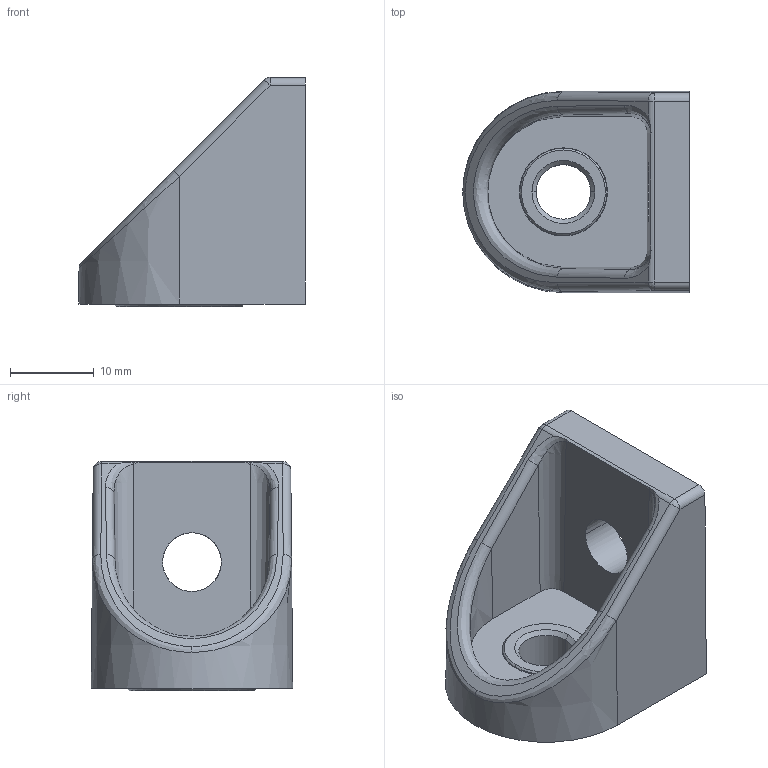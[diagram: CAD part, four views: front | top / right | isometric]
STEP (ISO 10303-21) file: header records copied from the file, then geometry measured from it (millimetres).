
FILE_DESCRIPTION (( 'STEP AP214' ), '1' );
FILE_NAME ('202311003.STEP', '2014-02-20T14:21:23', ( '' ), ( '' ), 'SwSTEP 2.0', 'SolidWorks 2014', '' );
FILE_SCHEMA (( 'AUTOMOTIVE_DESIGN' ));
Length unit declared in the file: millimetre
Products named in the file (1): 202311003
Bounding box: 27 x 24 x 27.3 mm (x, y, z)
Volume: 6523.8 mm3; surface area: 4349.4 mm2
Topology: 2 solids, 2 shells, 57 faces, 129 edges, 78 vertices
Faces by surface type: cylinder 19, plane 14, cone 14, bspline 10
Entity records: 2877 total; most frequent: CARTESIAN_POINT 951, DIRECTION 263, ORIENTED_EDGE 258, EDGE_CURVE 129, AXIS2_PLACEMENT_3D 104, VERTEX_POINT 78, EDGE_LOOP 65, UNCERTAINTY_MEASURE_WITH_UNIT 61
